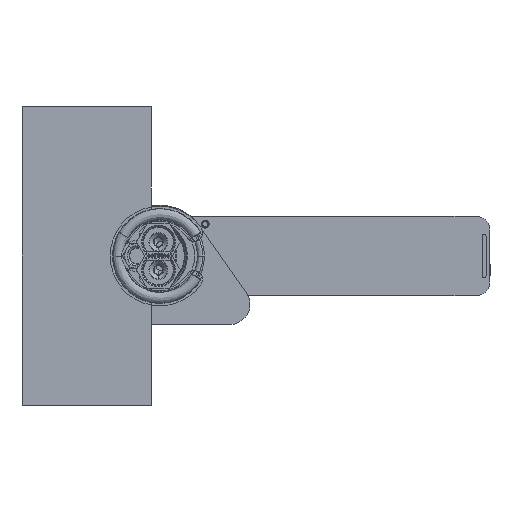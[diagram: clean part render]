
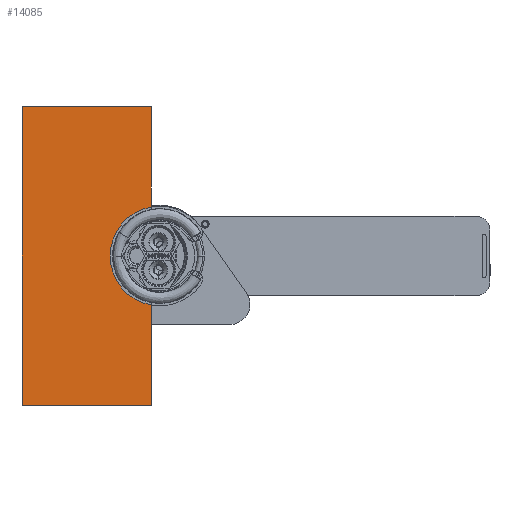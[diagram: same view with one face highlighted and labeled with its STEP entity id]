
A CAD part, front view. The second image highlights one B-rep face of the part: STEP entity #14085.
In plain terms, the highlighted face is planar.
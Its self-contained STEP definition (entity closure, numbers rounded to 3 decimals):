
#3375 = CARTESIAN_POINT ( 'NONE',  ( 0., 0., 0. ) ) ;
#3853 = ORIENTED_EDGE ( 'NONE', *, *, #27399, .F. ) ;
#7406 = VERTEX_POINT ( 'NONE', #26158 ) ;
#8628 = DIRECTION ( 'NONE',  ( 1., 0., 0. ) ) ;
#11516 = CARTESIAN_POINT ( 'NONE',  ( 0., 65., 0. ) ) ;
#13858 = CARTESIAN_POINT ( 'NONE',  ( -75., 65., 0. ) ) ;
#14085 = ADVANCED_FACE ( 'NONE', ( #45364 ), #49472, .F. ) ;
#14128 = VECTOR ( 'NONE', #57878, 1000. ) ;
#14432 = ORIENTED_EDGE ( 'NONE', *, *, #33567, .F. ) ;
#14810 = ORIENTED_EDGE ( 'NONE', *, *, #64137, .F. ) ;
#15840 = VECTOR ( 'NONE', #24815, 1000. ) ;
#15890 = VERTEX_POINT ( 'NONE', #27767 ) ;
#16066 = DIRECTION ( 'NONE',  ( 0., 1., 0. ) ) ;
#18360 = CARTESIAN_POINT ( 'NONE',  ( 0., 0., 0. ) ) ;
#20772 = DIRECTION ( 'NONE',  ( 0., 0., -1. ) ) ;
#21288 = AXIS2_PLACEMENT_3D ( 'NONE', #51675, #20772, #26007 ) ;
#23352 = VECTOR ( 'NONE', #16066, 1000. ) ;
#24407 = AXIS2_PLACEMENT_3D ( 'NONE', #18360, #40168, #61099 ) ;
#24705 = ORIENTED_EDGE ( 'NONE', *, *, #38996, .F. ) ;
#24815 = DIRECTION ( 'NONE',  ( 1., 0., 0. ) ) ;
#26007 = DIRECTION ( 'NONE',  ( 1., 0., 0. ) ) ;
#26158 = CARTESIAN_POINT ( 'NONE',  ( 75., 0., 0. ) ) ;
#27131 = CARTESIAN_POINT ( 'NONE',  ( 17.5, 0., 0. ) ) ;
#27399 = EDGE_CURVE ( 'NONE', #65832, #38130, #50401, .T. ) ;
#27767 = CARTESIAN_POINT ( 'NONE',  ( -17.5, 0., 0. ) ) ;
#29597 = LINE ( 'NONE', #11516, #14128 ) ;
#29876 = CIRCLE ( 'NONE', #21288, 17.5 ) ;
#33280 = EDGE_CURVE ( 'NONE', #15890, #57233, #29876, .T. ) ;
#33567 = EDGE_CURVE ( 'NONE', #7406, #52768, #40437, .T. ) ;
#35506 = CARTESIAN_POINT ( 'NONE',  ( 0., 0., 0. ) ) ;
#35992 = EDGE_CURVE ( 'NONE', #52768, #65832, #29597, .T. ) ;
#36753 = CARTESIAN_POINT ( 'NONE',  ( 75., 0., 0. ) ) ;
#38130 = VERTEX_POINT ( 'NONE', #61942 ) ;
#38996 = EDGE_CURVE ( 'NONE', #57233, #7406, #40234, .T. ) ;
#40168 = DIRECTION ( 'NONE',  ( 0., 0., 1. ) ) ;
#40234 = LINE ( 'NONE', #35506, #15840 ) ;
#40437 = LINE ( 'NONE', #36753, #23352 ) ;
#45364 = FACE_OUTER_BOUND ( 'NONE', #51263, .T. ) ;
#45503 = ORIENTED_EDGE ( 'NONE', *, *, #33280, .F. ) ;
#46808 = VECTOR ( 'NONE', #8628, 1000. ) ;
#47343 = CARTESIAN_POINT ( 'NONE',  ( 75., 65., 0. ) ) ;
#49472 = PLANE ( 'NONE',  #24407 ) ;
#50401 = LINE ( 'NONE', #65604, #63392 ) ;
#51263 = EDGE_LOOP ( 'NONE', ( #3853, #57743, #14432, #24705, #45503, #14810 ) ) ;
#51675 = CARTESIAN_POINT ( 'NONE',  ( 0., 0., 0. ) ) ;
#52768 = VERTEX_POINT ( 'NONE', #47343 ) ;
#54714 = DIRECTION ( 'NONE',  ( 0., -1., 0. ) ) ;
#57233 = VERTEX_POINT ( 'NONE', #27131 ) ;
#57404 = LINE ( 'NONE', #3375, #46808 ) ;
#57743 = ORIENTED_EDGE ( 'NONE', *, *, #35992, .F. ) ;
#57878 = DIRECTION ( 'NONE',  ( -1., 0., 0. ) ) ;
#61099 = DIRECTION ( 'NONE',  ( 1., 0., 0. ) ) ;
#61942 = CARTESIAN_POINT ( 'NONE',  ( -75., 0., 0. ) ) ;
#63392 = VECTOR ( 'NONE', #54714, 1000. ) ;
#64137 = EDGE_CURVE ( 'NONE', #38130, #15890, #57404, .T. ) ;
#65604 = CARTESIAN_POINT ( 'NONE',  ( -75., 0., 0. ) ) ;
#65832 = VERTEX_POINT ( 'NONE', #13858 ) ;
